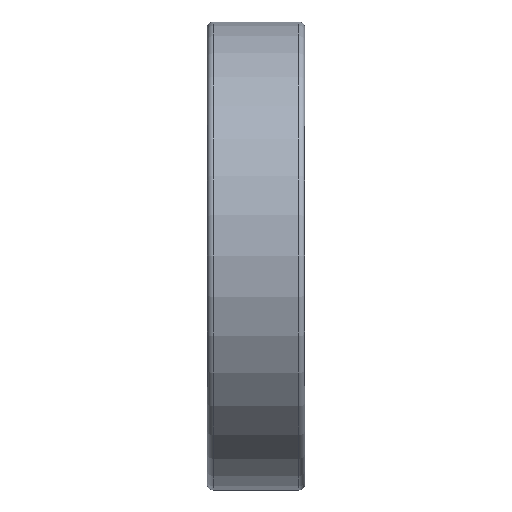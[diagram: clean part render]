
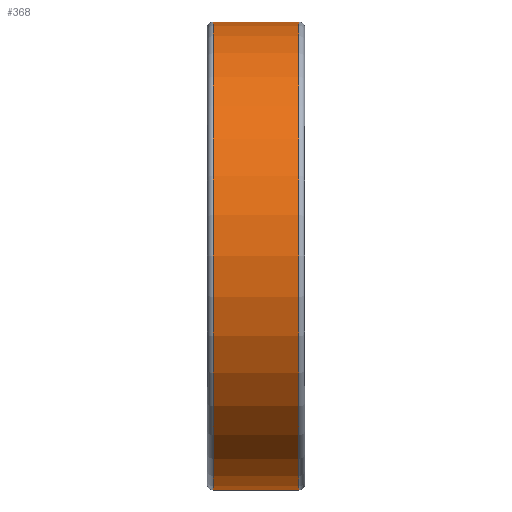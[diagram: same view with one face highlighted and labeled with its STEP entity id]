
A CAD part, front view. The second image highlights one B-rep face of the part: STEP entity #368.
In plain terms, the highlighted cylindrical face has radius 12 mm (diameter 24 mm), a full revolution.
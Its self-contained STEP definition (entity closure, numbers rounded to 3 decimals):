
#152=CYLINDRICAL_SURFACE('',#449,12.);
#201=ORIENTED_EDGE('',*,*,#214,.F.);
#202=ORIENTED_EDGE('',*,*,#222,.T.);
#214=EDGE_CURVE('',#234,#234,#255,.T.);
#222=EDGE_CURVE('',#242,#242,#263,.T.);
#234=VERTEX_POINT('',#660);
#242=VERTEX_POINT('',#684);
#255=CIRCLE('',#432,12.);
#263=CIRCLE('',#448,12.);
#302=EDGE_LOOP('',(#201));
#303=EDGE_LOOP('',(#202));
#342=FACE_BOUND('',#302,.T.);
#343=FACE_BOUND('',#303,.T.);
#368=ADVANCED_FACE('',(#342,#343),#152,.T.);
#432=AXIS2_PLACEMENT_3D('',#659,#528,#529);
#448=AXIS2_PLACEMENT_3D('',#683,#560,#561);
#449=AXIS2_PLACEMENT_3D('',#685,#562,#563);
#528=DIRECTION('',(-1.,0.,0.));
#529=DIRECTION('',(0.,0.,1.));
#560=DIRECTION('',(-1.,0.,0.));
#561=DIRECTION('',(0.,0.,1.));
#562=DIRECTION('',(-1.,0.,0.));
#563=DIRECTION('',(0.,0.,1.));
#659=CARTESIAN_POINT('',(0.3,0.,0.));
#660=CARTESIAN_POINT('',(0.3,0.,12.));
#683=CARTESIAN_POINT('',(4.7,0.,0.));
#684=CARTESIAN_POINT('',(4.7,0.,12.));
#685=CARTESIAN_POINT('',(50.,0.,0.));
